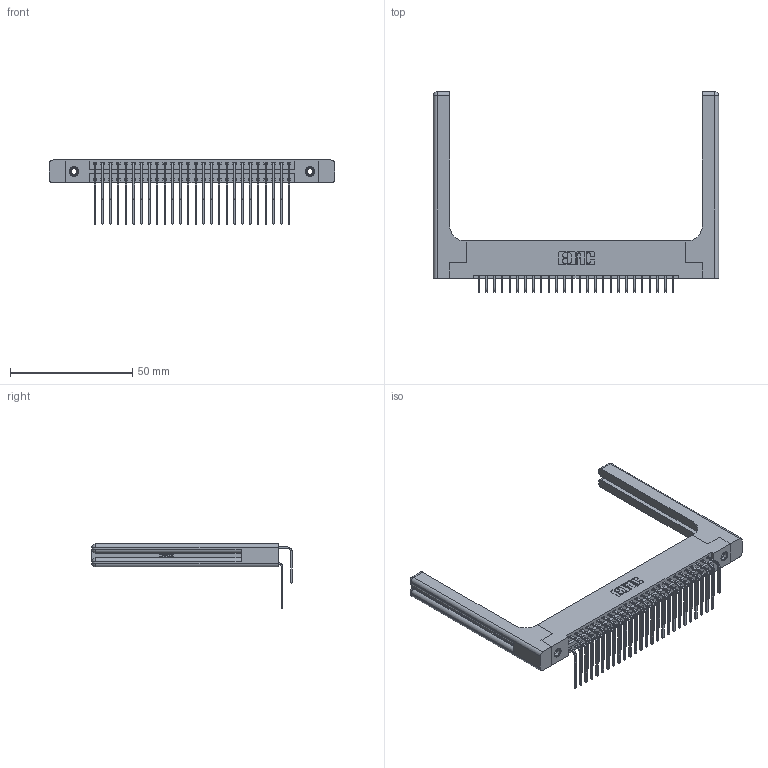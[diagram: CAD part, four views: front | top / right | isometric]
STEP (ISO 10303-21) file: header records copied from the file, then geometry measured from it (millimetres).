
FILE_DESCRIPTION (( 'STEP AP203' ), '1' );
FILE_NAME ('396-052-559-258.STEP', '2019-11-03T08:53:27', ( '' ), ( '' ), 'SwSTEP 2.0', 'SolidWorks 2016', '' );
FILE_SCHEMA (( 'CONFIG_CONTROL_DESIGN' ));
Length unit declared in the file: inch
Products named in the file (6): 396-052-559-258; 345-292-001_559 Tail - 2; 345-250-001_345-250-001-102; 345-292-001_558 559 Tail - 1; 346-220-058_345-220-058; 346 Part_Flush Mounting Lugs - 0.156 Dia-TH
Assembly tree (57 placements, depth 2):
  396-052-559-258
    346 Part_Flush Mounting Lugs - 0.156 Dia-TH
    345-292-001_558 559 Tail - 1  x26
    345-292-001_559 Tail - 2  x26
    345-250-001_345-250-001-102  x2
    346-220-058_345-220-058  x2
Bounding box: 116.61 x 81.85 x 26.16 mm (x, y, z)
Volume: 19041 mm3; surface area: 22032.2 mm2
Topology: 57 solids, 57 shells, 3186 faces, 9367 edges, 6154 vertices
Faces by surface type: plane 2148, cylinder 978, bspline 36, cone 12, sphere 8, torus 4
Entity records: 26088 total; most frequent: CARTESIAN_POINT 5380, ORIENTED_EDGE 4060, DIRECTION 3698, EDGE_CURVE 2030, LINE 1662, VECTOR 1662, VERTEX_POINT 1342, AXIS2_PLACEMENT_3D 1018
